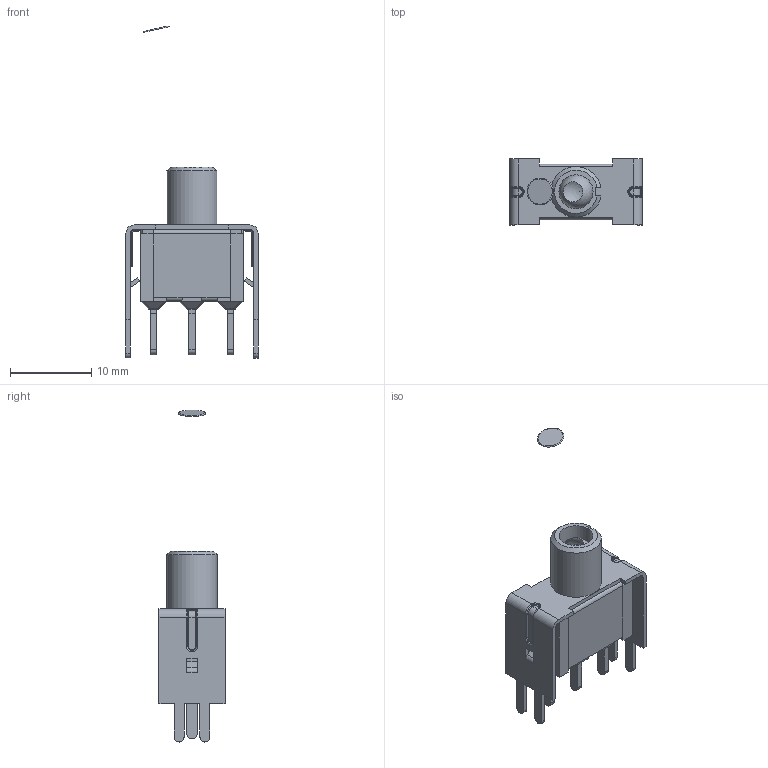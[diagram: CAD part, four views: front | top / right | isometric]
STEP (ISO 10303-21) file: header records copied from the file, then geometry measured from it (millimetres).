
FILE_DESCRIPTION(/* description */ (''),/* implementation_level */ '2;1');
FILE_NAME(/* name */ '100SPxT4B4VS2xE.stp',/* time_stamp */ '2026-01-17T14:37:50-06:00',/* author */ ('jmeyers'),/* organization */ (''),/* preprocessor_version */ 'ST-DEVELOPER v18.1',/* originating_system */ 'Autodesk Inventor 2022',/* authorisation */ '');
FILE_SCHEMA (('AUTOMOTIVE_DESIGN { 1 0 10303 214 3 1 1 }'));
Length unit declared in the file: inch
Products named in the file (1): Part1
Bounding box: 16.26 x 8.13 x 40.87 mm (x, y, z)
Volume: 1237.5 mm3; surface area: 1671.8 mm2
Topology: 2 solids, 8 shells, 386 faces, 948 edges, 563 vertices
Faces by surface type: plane 231, cylinder 106, torus 33, sphere 14, cone 2
Full cylindrical faces by diameter (mm): 4.2 x2
Entity records: 11157 total; most frequent: DIRECTION 1957, CARTESIAN_POINT 1956, ORIENTED_EDGE 1870, EDGE_CURVE 935, LINE 665, VECTOR 665, AXIS2_PLACEMENT_3D 646, VERTEX_POINT 563
